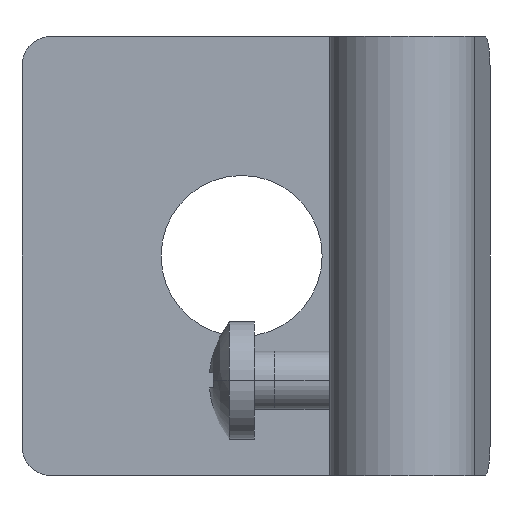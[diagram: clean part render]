
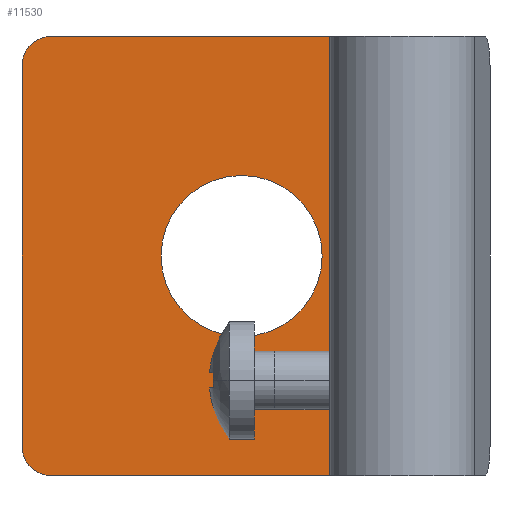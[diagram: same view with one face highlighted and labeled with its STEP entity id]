
A CAD part, front view. The second image highlights one B-rep face of the part: STEP entity #11530.
In plain terms, the highlighted planar face has unit normal (0, -1, 0).
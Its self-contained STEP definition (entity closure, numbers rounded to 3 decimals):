
#8170=CARTESIAN_POINT('',(26.5,-2.5,15.));
#8180=VERTEX_POINT('',#8170);
#8210=CARTESIAN_POINT('',(0.,-2.5,15.));
#8220=DIRECTION('',(1.,0.,0.));
#8230=VECTOR('',#8220,1.);
#8240=LINE('',#8210,#8230);
#8250=CARTESIAN_POINT('',(2.,-2.5,15.));
#8260=VERTEX_POINT('',#8250);
#8270=EDGE_CURVE('',#8260,#8180,#8240,.T.);
#9270=CARTESIAN_POINT('',(2.,-2.5,13.));
#9280=DIRECTION('',(0.,-1.,0.));
#9290=DIRECTION('',(-1.,0.,0.));
#9300=AXIS2_PLACEMENT_3D('',#9270,#9280,#9290);
#9310=CIRCLE('',#9300,2.);
#9320=CARTESIAN_POINT('',(0.,-2.5,13.));
#9330=VERTEX_POINT('',#9320);
#9340=EDGE_CURVE('',#8260,#9330,#9310,.T.);
#10980=CARTESIAN_POINT('',(0.,-2.5,0.));
#10990=DIRECTION('',(-0.,-1.,-0.));
#11000=DIRECTION('',(-1.,0.,0.));
#11010=AXIS2_PLACEMENT_3D('',#10980,#10990,#11000);
#11020=PLANE('',#11010);
#11030=ORIENTED_EDGE('',*,*,#9340,.T.);
#11040=ORIENTED_EDGE('',*,*,#8270,.F.);
#11050=CARTESIAN_POINT('',(26.5,-2.5,0.));
#11060=DIRECTION('',(0.,0.,-1.));
#11070=VECTOR('',#11060,1.);
#11080=LINE('',#11050,#11070);
#11090=CARTESIAN_POINT('',(26.5,-2.5,-15.));
#11100=VERTEX_POINT('',#11090);
#11110=EDGE_CURVE('',#8180,#11100,#11080,.T.);
#11120=ORIENTED_EDGE('',*,*,#11110,.F.);
#11130=CARTESIAN_POINT('',(0.,-2.5,-15.));
#11140=DIRECTION('',(1.,0.,0.));
#11150=VECTOR('',#11140,1.);
#11160=LINE('',#11130,#11150);
#11170=CARTESIAN_POINT('',(2.,-2.5,-15.));
#11180=VERTEX_POINT('',#11170);
#11190=EDGE_CURVE('',#11180,#11100,#11160,.T.);
#11200=ORIENTED_EDGE('',*,*,#11190,.T.);
#11210=CARTESIAN_POINT('',(2.,-2.5,-13.));
#11220=DIRECTION('',(0.,-1.,0.));
#11230=DIRECTION('',(-1.,0.,0.));
#11240=AXIS2_PLACEMENT_3D('',#11210,#11220,#11230);
#11250=CIRCLE('',#11240,2.);
#11260=CARTESIAN_POINT('',(0.,-2.5,-13.));
#11270=VERTEX_POINT('',#11260);
#11280=EDGE_CURVE('',#11270,#11180,#11250,.T.);
#11290=ORIENTED_EDGE('',*,*,#11280,.T.);
#11300=CARTESIAN_POINT('',(0.,-2.5,0.));
#11310=DIRECTION('',(0.,0.,1.));
#11320=VECTOR('',#11310,1.);
#11330=LINE('',#11300,#11320);
#11340=EDGE_CURVE('',#11270,#9330,#11330,.T.);
#11350=ORIENTED_EDGE('',*,*,#11340,.F.);
#11360=EDGE_LOOP('',(#11350,#11290,#11200,#11120,#11040,#11030));
#11370=FACE_OUTER_BOUND('',#11360,.T.);
#11380=CARTESIAN_POINT('',(15.,-2.5,0.));
#11390=DIRECTION('',(0.,1.,0.));
#11400=DIRECTION('',(-1.,0.,0.));
#11410=AXIS2_PLACEMENT_3D('',#11380,#11390,#11400);
#11420=CIRCLE('',#11410,5.5);
#11430=CARTESIAN_POINT('',(9.5,-2.5,0.));
#11440=VERTEX_POINT('',#11430);
#11450=CARTESIAN_POINT('',(20.5,-2.5,0.));
#11460=VERTEX_POINT('',#11450);
#11470=EDGE_CURVE('',#11440,#11460,#11420,.T.);
#11480=ORIENTED_EDGE('',*,*,#11470,.T.);
#11490=EDGE_CURVE('',#11460,#11440,#11420,.T.);
#11500=ORIENTED_EDGE('',*,*,#11490,.T.);
#11510=EDGE_LOOP('',(#11500,#11480));
#11520=FACE_BOUND('',#11510,.T.);
#11530=ADVANCED_FACE('',(#11370,#11520),#11020,.T.);
